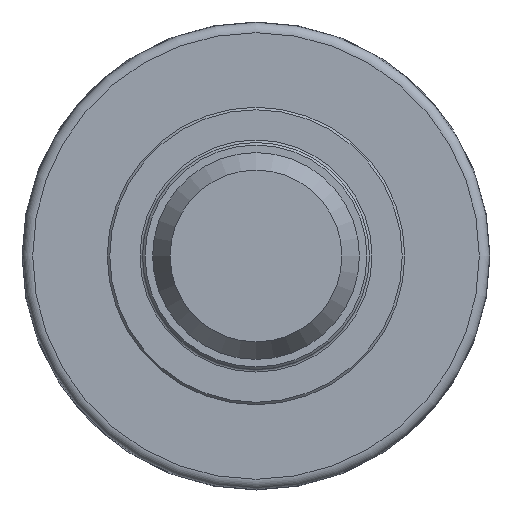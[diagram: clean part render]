
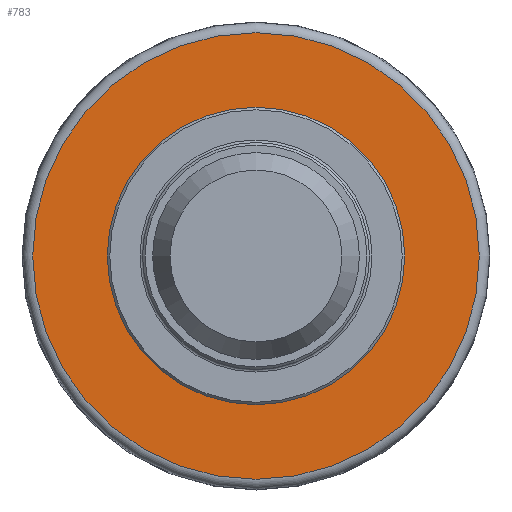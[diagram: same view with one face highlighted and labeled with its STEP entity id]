
A CAD part, left-side view. The second image highlights one B-rep face of the part: STEP entity #783.
In plain terms, the highlighted planar face has unit normal (-1, 0, 0).
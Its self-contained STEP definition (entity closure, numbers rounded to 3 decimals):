
#42=FACE_BOUND('',#174,.T.);
#69=CIRCLE('',#869,27.65);
#72=CIRCLE('',#873,44.279);
#73=CIRCLE('',#874,44.279);
#126=FACE_OUTER_BOUND('',#173,.T.);
#173=EDGE_LOOP('',(#612,#613));
#174=EDGE_LOOP('',(#614));
#346=VERTEX_POINT('',#1339);
#349=VERTEX_POINT('',#1347);
#350=VERTEX_POINT('',#1348);
#443=EDGE_CURVE('',#346,#346,#69,.T.);
#447=EDGE_CURVE('',#349,#350,#72,.T.);
#448=EDGE_CURVE('',#350,#349,#73,.T.);
#612=ORIENTED_EDGE('',*,*,#447,.F.);
#613=ORIENTED_EDGE('',*,*,#448,.F.);
#614=ORIENTED_EDGE('',*,*,#443,.T.);
#750=PLANE('',#872);
#783=ADVANCED_FACE('',(#126,#42),#750,.T.);
#869=AXIS2_PLACEMENT_3D('',#1340,#1040,#1041);
#872=AXIS2_PLACEMENT_3D('',#1346,#1047,#1048);
#873=AXIS2_PLACEMENT_3D('',#1349,#1049,#1050);
#874=AXIS2_PLACEMENT_3D('',#1350,#1051,#1052);
#1040=DIRECTION('center_axis',(1.,0.,0.));
#1041=DIRECTION('ref_axis',(0.,-1.,0.));
#1047=DIRECTION('center_axis',(-1.,0.,0.));
#1048=DIRECTION('ref_axis',(0.,0.,1.));
#1049=DIRECTION('center_axis',(1.,0.,0.));
#1050=DIRECTION('ref_axis',(0.,-1.,0.));
#1051=DIRECTION('center_axis',(1.,0.,0.));
#1052=DIRECTION('ref_axis',(0.,-1.,0.));
#1339=CARTESIAN_POINT('',(23.7,27.65,0.));
#1340=CARTESIAN_POINT('Origin',(23.7,0.,0.));
#1346=CARTESIAN_POINT('Origin',(23.7,39.37,0.));
#1347=CARTESIAN_POINT('',(23.7,44.279,0.));
#1348=CARTESIAN_POINT('',(23.7,0.,44.279));
#1349=CARTESIAN_POINT('Origin',(23.7,0.,0.));
#1350=CARTESIAN_POINT('Origin',(23.7,0.,0.));
